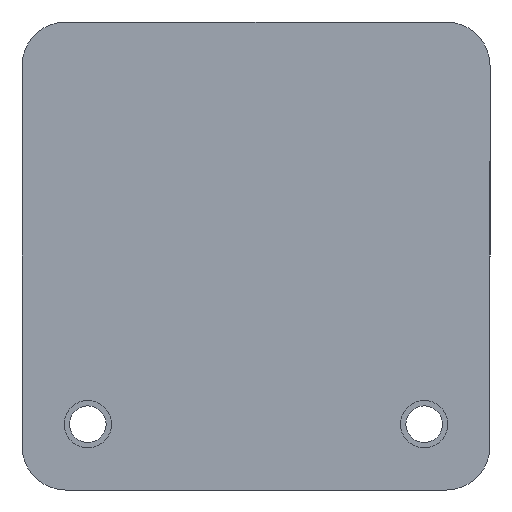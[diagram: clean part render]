
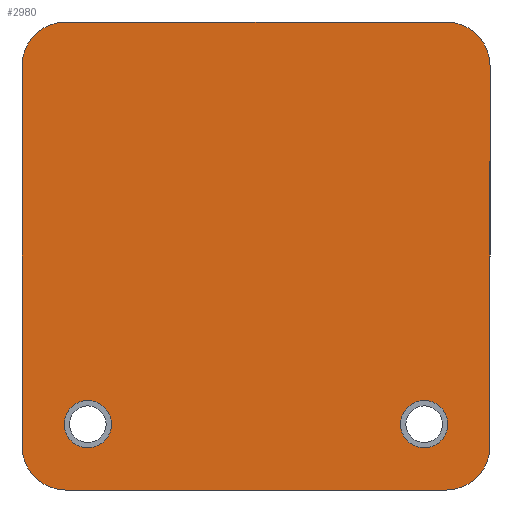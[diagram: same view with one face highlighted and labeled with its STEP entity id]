
A CAD part, front view. The second image highlights one B-rep face of the part: STEP entity #2980.
In plain terms, the highlighted planar face has unit normal (0, -1, 0).
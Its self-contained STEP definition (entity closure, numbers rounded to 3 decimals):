
#42 = DIRECTION ( 'NONE',  ( 0., -1., 0. ) ) ;
#58 = DIRECTION ( 'NONE',  ( 0., 0., -1. ) ) ;
#66 = ORIENTED_EDGE ( 'NONE', *, *, #2005, .F. ) ;
#109 = CARTESIAN_POINT ( 'NONE',  ( -6.5, 0., 6.5 ) ) ;
#111 = EDGE_CURVE ( 'NONE', #2895, #1713, #2874, .T. ) ;
#122 = ORIENTED_EDGE ( 'NONE', *, *, #2260, .T. ) ;
#143 = FACE_OUTER_BOUND ( 'NONE', #1890, .T. ) ;
#170 = VECTOR ( 'NONE', #602, 1000. ) ;
#190 = PLANE ( 'NONE',  #964 ) ;
#197 = CARTESIAN_POINT ( 'NONE',  ( -6.5, 0., -6.5 ) ) ;
#212 = DIRECTION ( 'NONE',  ( 1., 0., 0. ) ) ;
#244 = EDGE_CURVE ( 'NONE', #2803, #1243, #2189, .T. ) ;
#351 = DIRECTION ( 'NONE',  ( 0., 0., 1. ) ) ;
#403 = CIRCLE ( 'NONE', #1501, 0.81 ) ;
#417 = CARTESIAN_POINT ( 'NONE',  ( -5.75, 0., -5.75 ) ) ;
#455 = EDGE_CURVE ( 'NONE', #2640, #2955, #3029, .T. ) ;
#483 = ORIENTED_EDGE ( 'NONE', *, *, #1781, .T. ) ;
#562 = CARTESIAN_POINT ( 'NONE',  ( -5.75, 0., -6.56 ) ) ;
#569 = CARTESIAN_POINT ( 'NONE',  ( -5.75, 0., -5.75 ) ) ;
#576 = CARTESIAN_POINT ( 'NONE',  ( -6.5, 0., -8. ) ) ;
#594 = DIRECTION ( 'NONE',  ( 0., 0., 1. ) ) ;
#602 = DIRECTION ( 'NONE',  ( -1., 0., 0. ) ) ;
#614 = CARTESIAN_POINT ( 'NONE',  ( 0., 0., 0. ) ) ;
#631 = CARTESIAN_POINT ( 'NONE',  ( 6.5, 0., -6.5 ) ) ;
#663 = DIRECTION ( 'NONE',  ( 0., 0., 1. ) ) ;
#683 = AXIS2_PLACEMENT_3D ( 'NONE', #1569, #2993, #594 ) ;
#688 = CIRCLE ( 'NONE', #2443, 0.81 ) ;
#705 = VERTEX_POINT ( 'NONE', #1027 ) ;
#778 = CIRCLE ( 'NONE', #2533, 1.5 ) ;
#782 = ORIENTED_EDGE ( 'NONE', *, *, #111, .T. ) ;
#785 = EDGE_CURVE ( 'NONE', #2955, #2640, #403, .T. ) ;
#863 = FACE_BOUND ( 'NONE', #2082, .T. ) ;
#871 = CARTESIAN_POINT ( 'NONE',  ( 8., 0., 6.5 ) ) ;
#908 = ORIENTED_EDGE ( 'NONE', *, *, #455, .T. ) ;
#951 = EDGE_LOOP ( 'NONE', ( #1935, #483 ) ) ;
#964 = AXIS2_PLACEMENT_3D ( 'NONE', #614, #2804, #1099 ) ;
#1027 = CARTESIAN_POINT ( 'NONE',  ( 5.75, 0., -6.56 ) ) ;
#1030 = CIRCLE ( 'NONE', #683, 0.81 ) ;
#1052 = CARTESIAN_POINT ( 'NONE',  ( -6.5, 0., 8. ) ) ;
#1095 = VERTEX_POINT ( 'NONE', #576 ) ;
#1099 = DIRECTION ( 'NONE',  ( 0., 0., 1. ) ) ;
#1145 = CARTESIAN_POINT ( 'NONE',  ( -8., 0., -6.5 ) ) ;
#1159 = DIRECTION ( 'NONE',  ( 0., -1., 0. ) ) ;
#1212 = ORIENTED_EDGE ( 'NONE', *, *, #244, .F. ) ;
#1243 = VERTEX_POINT ( 'NONE', #2075 ) ;
#1282 = LINE ( 'NONE', #2017, #2848 ) ;
#1343 = AXIS2_PLACEMENT_3D ( 'NONE', #2192, #42, #1494 ) ;
#1396 = LINE ( 'NONE', #2354, #3057 ) ;
#1397 = CARTESIAN_POINT ( 'NONE',  ( 5.75, 0., -5.75 ) ) ;
#1475 = CARTESIAN_POINT ( 'NONE',  ( 8., 0., -8. ) ) ;
#1494 = DIRECTION ( 'NONE',  ( 0., 0., 1. ) ) ;
#1501 = AXIS2_PLACEMENT_3D ( 'NONE', #417, #2386, #2602 ) ;
#1569 = CARTESIAN_POINT ( 'NONE',  ( 5.75, 0., -5.75 ) ) ;
#1576 = AXIS2_PLACEMENT_3D ( 'NONE', #569, #2693, #663 ) ;
#1598 = DIRECTION ( 'NONE',  ( 0., -1., 0. ) ) ;
#1713 = VERTEX_POINT ( 'NONE', #2431 ) ;
#1781 = EDGE_CURVE ( 'NONE', #705, #1963, #1030, .T. ) ;
#1890 = EDGE_LOOP ( 'NONE', ( #1212, #2860, #66, #782, #3090, #2078, #2608, #122 ) ) ;
#1900 = CIRCLE ( 'NONE', #2900, 1.5 ) ;
#1935 = ORIENTED_EDGE ( 'NONE', *, *, #2429, .T. ) ;
#1957 = EDGE_CURVE ( 'NONE', #2340, #1095, #778, .T. ) ;
#1963 = VERTEX_POINT ( 'NONE', #2093 ) ;
#2005 = EDGE_CURVE ( 'NONE', #2895, #2152, #1396, .T. ) ;
#2008 = DIRECTION ( 'NONE',  ( 0., 0., 1. ) ) ;
#2009 = CARTESIAN_POINT ( 'NONE',  ( -5.75, 0., -4.94 ) ) ;
#2017 = CARTESIAN_POINT ( 'NONE',  ( -8., 0., -8. ) ) ;
#2020 = VECTOR ( 'NONE', #58, 1000. ) ;
#2059 = CARTESIAN_POINT ( 'NONE',  ( -8., 0., -8. ) ) ;
#2075 = CARTESIAN_POINT ( 'NONE',  ( 8., 0., -6.5 ) ) ;
#2078 = ORIENTED_EDGE ( 'NONE', *, *, #1957, .T. ) ;
#2082 = EDGE_LOOP ( 'NONE', ( #2771, #908 ) ) ;
#2093 = CARTESIAN_POINT ( 'NONE',  ( 5.75, 0., -4.94 ) ) ;
#2097 = DIRECTION ( 'NONE',  ( 0., 0., 1. ) ) ;
#2152 = VERTEX_POINT ( 'NONE', #2335 ) ;
#2175 = CARTESIAN_POINT ( 'NONE',  ( 6.5, 0., -8. ) ) ;
#2189 = LINE ( 'NONE', #1475, #2020 ) ;
#2192 = CARTESIAN_POINT ( 'NONE',  ( 6.5, 0., 6.5 ) ) ;
#2260 = EDGE_CURVE ( 'NONE', #2808, #1243, #1900, .T. ) ;
#2334 = LINE ( 'NONE', #2059, #170 ) ;
#2335 = CARTESIAN_POINT ( 'NONE',  ( 6.5, 0., 8. ) ) ;
#2340 = VERTEX_POINT ( 'NONE', #1145 ) ;
#2354 = CARTESIAN_POINT ( 'NONE',  ( -8., 0., 8. ) ) ;
#2386 = DIRECTION ( 'NONE',  ( 0., 1., 0. ) ) ;
#2429 = EDGE_CURVE ( 'NONE', #1963, #705, #688, .T. ) ;
#2431 = CARTESIAN_POINT ( 'NONE',  ( -8., 0., 6.5 ) ) ;
#2443 = AXIS2_PLACEMENT_3D ( 'NONE', #1397, #2830, #2097 ) ;
#2481 = DIRECTION ( 'NONE',  ( 0., -1., 0. ) ) ;
#2516 = EDGE_CURVE ( 'NONE', #2803, #2152, #2646, .T. ) ;
#2533 = AXIS2_PLACEMENT_3D ( 'NONE', #197, #1159, #3028 ) ;
#2547 = DIRECTION ( 'NONE',  ( 0., 0., 1. ) ) ;
#2602 = DIRECTION ( 'NONE',  ( 0., 0., 1. ) ) ;
#2608 = ORIENTED_EDGE ( 'NONE', *, *, #3012, .F. ) ;
#2640 = VERTEX_POINT ( 'NONE', #562 ) ;
#2646 = CIRCLE ( 'NONE', #1343, 1.5 ) ;
#2678 = AXIS2_PLACEMENT_3D ( 'NONE', #109, #2481, #2008 ) ;
#2693 = DIRECTION ( 'NONE',  ( 0., 1., 0. ) ) ;
#2700 = EDGE_CURVE ( 'NONE', #2340, #1713, #1282, .T. ) ;
#2771 = ORIENTED_EDGE ( 'NONE', *, *, #785, .T. ) ;
#2803 = VERTEX_POINT ( 'NONE', #871 ) ;
#2804 = DIRECTION ( 'NONE',  ( 0., 1., 0. ) ) ;
#2808 = VERTEX_POINT ( 'NONE', #2175 ) ;
#2830 = DIRECTION ( 'NONE',  ( 0., 1., 0. ) ) ;
#2848 = VECTOR ( 'NONE', #351, 1000. ) ;
#2860 = ORIENTED_EDGE ( 'NONE', *, *, #2516, .T. ) ;
#2874 = CIRCLE ( 'NONE', #2678, 1.5 ) ;
#2895 = VERTEX_POINT ( 'NONE', #1052 ) ;
#2900 = AXIS2_PLACEMENT_3D ( 'NONE', #631, #1598, #2547 ) ;
#2955 = VERTEX_POINT ( 'NONE', #2009 ) ;
#2980 = ADVANCED_FACE ( 'NONE', ( #863, #3053, #143 ), #190, .F. ) ;
#2993 = DIRECTION ( 'NONE',  ( 0., 1., 0. ) ) ;
#3012 = EDGE_CURVE ( 'NONE', #2808, #1095, #2334, .T. ) ;
#3028 = DIRECTION ( 'NONE',  ( 0., 0., 1. ) ) ;
#3029 = CIRCLE ( 'NONE', #1576, 0.81 ) ;
#3053 = FACE_BOUND ( 'NONE', #951, .T. ) ;
#3057 = VECTOR ( 'NONE', #212, 1000. ) ;
#3090 = ORIENTED_EDGE ( 'NONE', *, *, #2700, .F. ) ;
